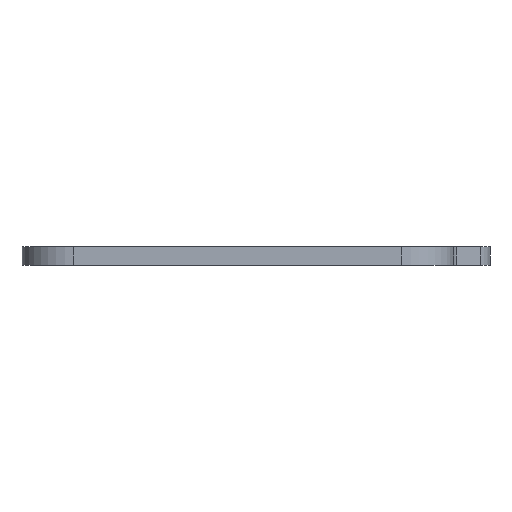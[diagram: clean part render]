
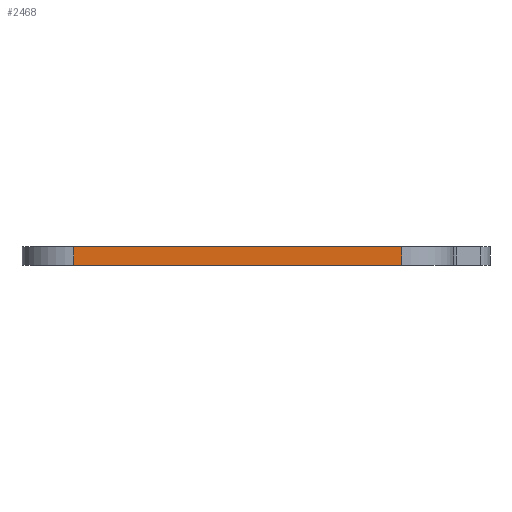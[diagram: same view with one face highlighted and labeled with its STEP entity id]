
A CAD part, left-side view. The second image highlights one B-rep face of the part: STEP entity #2468.
In plain terms, the highlighted planar face has unit normal (-1, 0, 0).
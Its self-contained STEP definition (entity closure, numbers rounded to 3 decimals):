
#111=PLANE('',#2693);
#175=FACE_OUTER_BOUND('',#351,.T.);
#351=EDGE_LOOP('',(#1808,#1809,#1810,#1811));
#557=LINE('',#3805,#740);
#592=LINE('',#3987,#775);
#593=LINE('',#3990,#776);
#594=LINE('',#3991,#777);
#740=VECTOR('',#2987,10.);
#775=VECTOR('',#3144,10.);
#776=VECTOR('',#3147,10.);
#777=VECTOR('',#3148,10.);
#1100=VERTEX_POINT('',#3802);
#1101=VERTEX_POINT('',#3804);
#1187=VERTEX_POINT('',#3985);
#1188=VERTEX_POINT('',#3989);
#1342=EDGE_CURVE('',#1100,#1101,#557,.T.);
#1434=EDGE_CURVE('',#1101,#1187,#592,.T.);
#1435=EDGE_CURVE('',#1188,#1100,#593,.T.);
#1436=EDGE_CURVE('',#1187,#1188,#594,.T.);
#1808=ORIENTED_EDGE('',*,*,#1434,.F.);
#1809=ORIENTED_EDGE('',*,*,#1342,.F.);
#1810=ORIENTED_EDGE('',*,*,#1435,.F.);
#1811=ORIENTED_EDGE('',*,*,#1436,.F.);
#2468=ADVANCED_FACE('',(#175),#111,.T.);
#2693=AXIS2_PLACEMENT_3D('',#3988,#3145,#3146);
#2987=DIRECTION('',(0.,1.,0.));
#3144=DIRECTION('',(0.,0.,1.));
#3145=DIRECTION('center_axis',(-1.,0.,0.));
#3146=DIRECTION('ref_axis',(0.,-1.,0.));
#3147=DIRECTION('',(0.,0.,-1.));
#3148=DIRECTION('',(0.,-1.,0.));
#3802=CARTESIAN_POINT('',(-480.,-140.,0.));
#3804=CARTESIAN_POINT('',(-480.,175.,0.));
#3805=CARTESIAN_POINT('',(-480.,-225.,0.));
#3985=CARTESIAN_POINT('',(-480.,175.,18.));
#3987=CARTESIAN_POINT('',(-480.,175.,0.));
#3988=CARTESIAN_POINT('Origin',(-480.,225.,0.));
#3989=CARTESIAN_POINT('',(-480.,-140.,18.));
#3990=CARTESIAN_POINT('',(-480.,-140.,9.));
#3991=CARTESIAN_POINT('',(-480.,-225.,18.));
